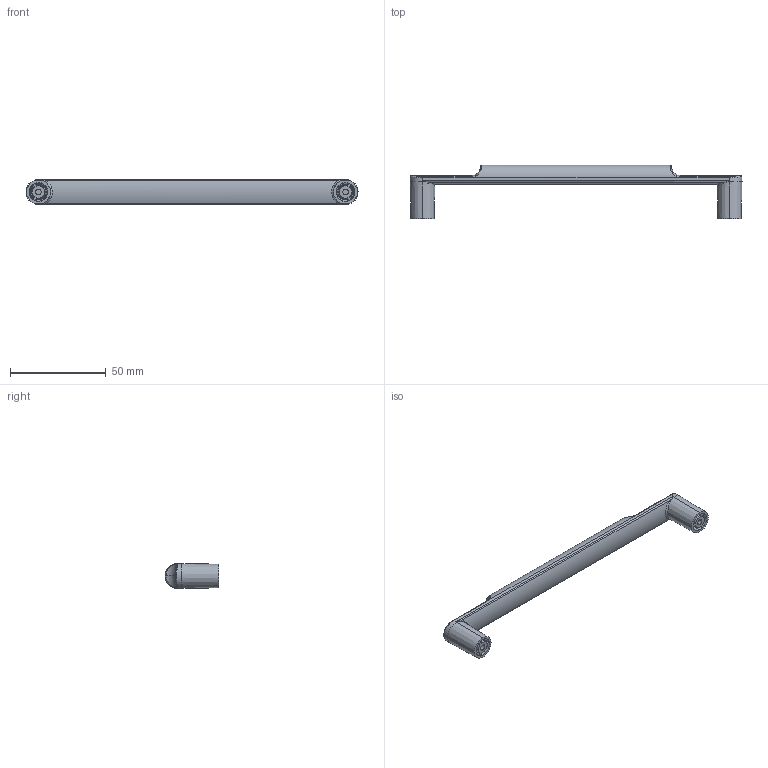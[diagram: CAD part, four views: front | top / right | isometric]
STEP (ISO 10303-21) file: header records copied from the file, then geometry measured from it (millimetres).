
FILE_DESCRIPTION (( 'STEP AP214' ), '1' );
FILE_NAME ('Puxador Parma 160mm.STEP', '2026-02-19T11:08:43', ( '' ), ( '' ), 'SwSTEP 2.0', 'SolidWorks 2023', '' );
FILE_SCHEMA (( 'AUTOMOTIVE_DESIGN' ));
Length unit declared in the file: millimetre
Products named in the file (1): Puxador Parma 160mm
Bounding box: 173 x 28 x 13 mm (x, y, z)
Volume: 17404.7 mm3; surface area: 9922.8 mm2
Topology: 1 solids, 1 shells, 3779 faces, 9502 edges, 6305 vertices
Faces by surface type: plane 2406, cone 1212, bspline 124, cylinder 27, torus 10
Entity records: 121334 total; most frequent: CARTESIAN_POINT 39121, ORIENTED_EDGE 18996, DIRECTION 13665, EDGE_CURVE 9498, VERTEX_POINT 6305, AXIS2_PLACEMENT_3D 5599, B_SPLINE_CURVE_WITH_KNOTS 5048, EDGE_LOOP 4363
